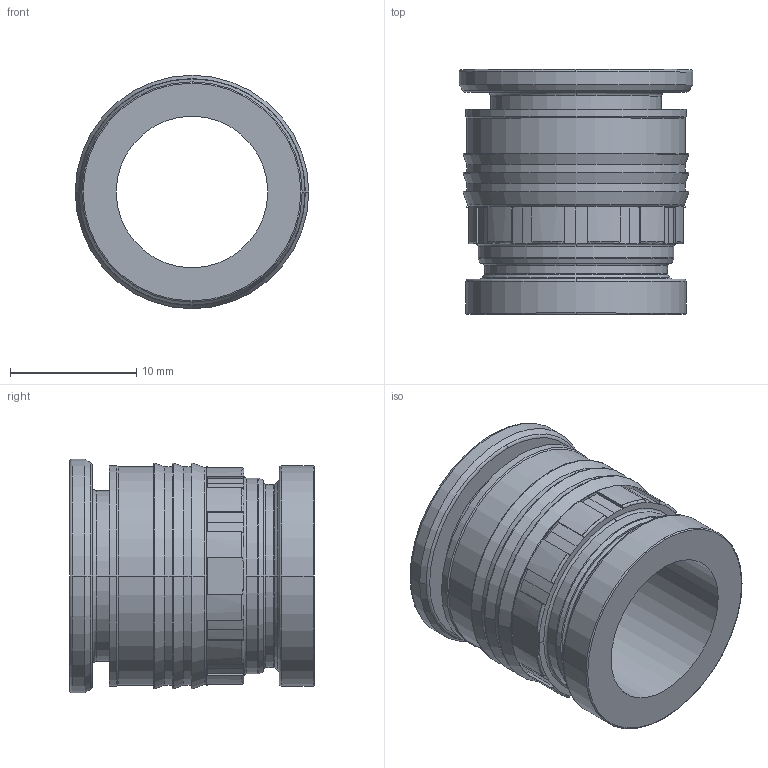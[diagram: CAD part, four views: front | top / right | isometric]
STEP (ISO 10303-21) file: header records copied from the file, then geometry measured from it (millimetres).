
FILE_DESCRIPTION(('STEP AP214'),'1');
FILE_NAME('6300_12_00.stp','2016-07-07T14:17:07',('TraceParts'),('TraceParts S.A.'),'Spatial InterOp 3D',' ',' ');
FILE_SCHEMA(('automotive_design'));
Length unit declared in the file: millimetre
Products named in the file (1): 1
Bounding box: 18.5 x 19.4 x 18.5 mm (x, y, z)
Volume: 2163.9 mm3; surface area: 2442.3 mm2
Topology: 1 solids, 1 shells, 153 faces, 420 edges, 276 vertices
Faces by surface type: cylinder 48, torus 44, plane 43, cone 14, revolution 4
Entity records: 5713 total; most frequent: CARTESIAN_POINT 1766, DIRECTION 850, ORIENTED_EDGE 840, EDGE_CURVE 420, AXIS2_PLACEMENT_3D 362, VERTEX_POINT 276, CIRCLE 212, EDGE_LOOP 162
